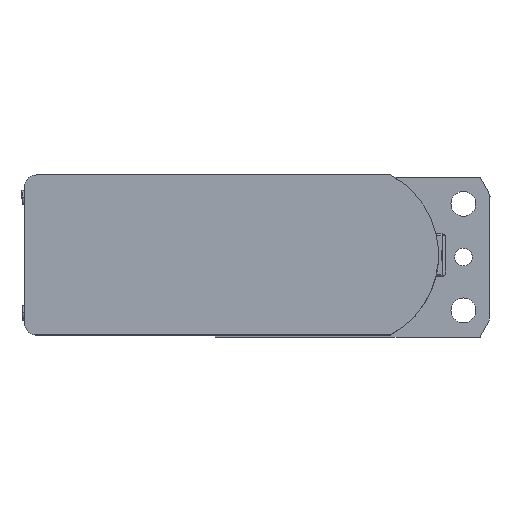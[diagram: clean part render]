
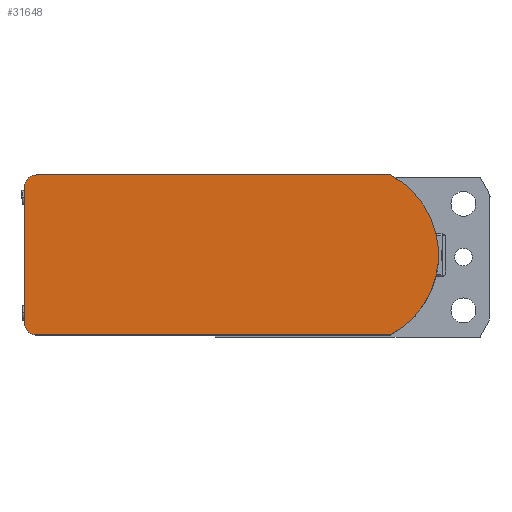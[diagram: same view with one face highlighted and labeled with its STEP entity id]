
A CAD part, top view. The second image highlights one B-rep face of the part: STEP entity #31648.
In plain terms, the highlighted planar face has unit normal (0, 0, 1).
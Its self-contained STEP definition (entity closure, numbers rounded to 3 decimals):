
#596=PLANE('',#33792);
#1881=LINE('',#48510,#4534);
#1882=LINE('',#48514,#4535);
#1883=LINE('',#48517,#4536);
#4534=VECTOR('',#38195,199.4);
#4535=VECTOR('',#38198,76.8);
#4536=VECTOR('',#38201,199.4);
#7702=FACE_OUTER_BOUND('',#9498,.T.);
#9498=EDGE_LOOP('',(#21965,#21966,#21967,#21968,#21969,#21970));
#11646=CIRCLE('',#33793,51.);
#11647=CIRCLE('',#33794,6.6);
#11648=CIRCLE('',#33795,6.6);
#13501=VERTEX_POINT('',#48506);
#13502=VERTEX_POINT('',#48507);
#13503=VERTEX_POINT('',#48509);
#13504=VERTEX_POINT('',#48511);
#13505=VERTEX_POINT('',#48513);
#13506=VERTEX_POINT('',#48515);
#16757=EDGE_CURVE('',#13501,#13502,#11646,.T.);
#16758=EDGE_CURVE('',#13502,#13503,#1881,.T.);
#16759=EDGE_CURVE('',#13503,#13504,#11647,.T.);
#16760=EDGE_CURVE('',#13504,#13505,#1882,.T.);
#16761=EDGE_CURVE('',#13505,#13506,#11648,.T.);
#16762=EDGE_CURVE('',#13506,#13501,#1883,.T.);
#21965=ORIENTED_EDGE('',*,*,#16757,.T.);
#21966=ORIENTED_EDGE('',*,*,#16758,.T.);
#21967=ORIENTED_EDGE('',*,*,#16759,.T.);
#21968=ORIENTED_EDGE('',*,*,#16760,.T.);
#21969=ORIENTED_EDGE('',*,*,#16761,.T.);
#21970=ORIENTED_EDGE('',*,*,#16762,.T.);
#31648=ADVANCED_FACE('',(#7702),#596,.T.);
#33792=AXIS2_PLACEMENT_3D('',#48505,#38191,#38192);
#33793=AXIS2_PLACEMENT_3D('',#48508,#38193,#38194);
#33794=AXIS2_PLACEMENT_3D('',#48512,#38196,#38197);
#33795=AXIS2_PLACEMENT_3D('',#48516,#38199,#38200);
#38191=DIRECTION('center_axis',(0.,0.,
1.));
#38192=DIRECTION('ref_axis',(1.,0.,0.));
#38193=DIRECTION('center_axis',(0.,0.,
1.));
#38194=DIRECTION('ref_axis',(0.471,-0.882,0.));
#38195=DIRECTION('',(-1.,0.,0.));
#38196=DIRECTION('center_axis',(0.,0.,
1.));
#38197=DIRECTION('ref_axis',(0.,1.,0.));
#38198=DIRECTION('',(0.,-1.,0.));
#38199=DIRECTION('center_axis',(0.,0.,
1.));
#38200=DIRECTION('ref_axis',(-1.,0.,0.));
#38201=DIRECTION('',(1.,0.,0.));
#48505=CARTESIAN_POINT('Origin',(-75.833,0.,
740.));
#48506=CARTESIAN_POINT('',(24.003,-45.,740.));
#48507=CARTESIAN_POINT('',(24.003,45.,740.));
#48508=CARTESIAN_POINT('Origin',(0.003,0.,
740.));
#48509=CARTESIAN_POINT('',(-175.397,45.,740.));
#48510=CARTESIAN_POINT('',(24.003,45.,740.));
#48511=CARTESIAN_POINT('',(-181.997,38.4,740.));
#48512=CARTESIAN_POINT('Origin',(-175.397,38.4,740.));
#48513=CARTESIAN_POINT('',(-181.997,-38.4,740.));
#48514=CARTESIAN_POINT('',(-181.997,38.4,740.));
#48515=CARTESIAN_POINT('',(-175.397,-45.,740.));
#48516=CARTESIAN_POINT('Origin',(-175.397,-38.4,740.));
#48517=CARTESIAN_POINT('',(-175.397,-45.,740.));
